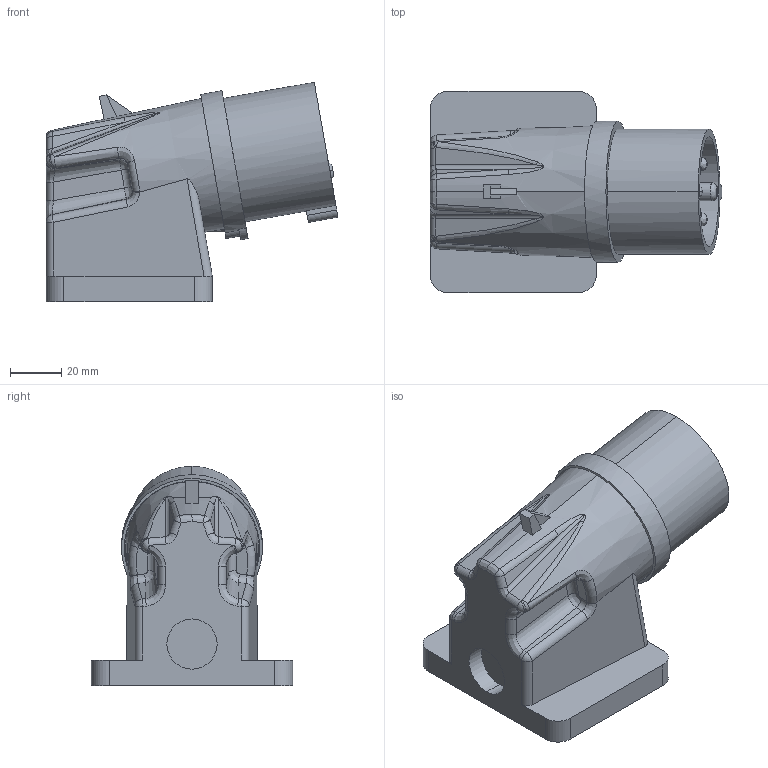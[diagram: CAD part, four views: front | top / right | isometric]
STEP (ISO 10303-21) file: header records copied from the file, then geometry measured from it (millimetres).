
FILE_DESCRIPTION((''),'2;1');
FILE_NAME('GW60408_ASM','2021-09-29T13:22:49',('User'),('Axiro Italia'),'CREO PARAMETRIC BY PTC INC, 2020354','CREO PARAMETRIC BY PTC INC, 2020354','');
FILE_SCHEMA(('CONFIG_CONTROL_DESIGN'));
Length unit declared in the file: millimetre
Products named in the file (3): GW60408_COMPONENTE_A_OR; GW60408_COMPONENTE_B_OR; GW60408_ASM
Assembly tree (2 placements, depth 2):
  GW60408_ASM
    GW60408_COMPONENTE_A_OR
    GW60408_COMPONENTE_B_OR
Bounding box: 114.12 x 78.7 x 85.72 mm (x, y, z)
Volume: 100166 mm3; surface area: 69647.5 mm2
Topology: 2 solids, 2 shells, 269 faces, 662 edges, 417 vertices
Faces by surface type: plane 114, cylinder 93, bspline 38, cone 14, sphere 8, torus 2
Entity records: 10372 total; most frequent: CARTESIAN_POINT 4102, ORIENTED_EDGE 1324, DIRECTION 1261, EDGE_CURVE 662, AXIS2_PLACEMENT_3D 487, VERTEX_POINT 417, EDGE_LOOP 295, VECTOR 287
